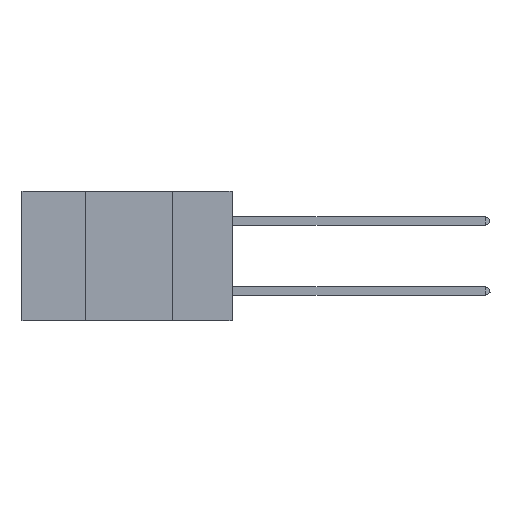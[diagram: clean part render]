
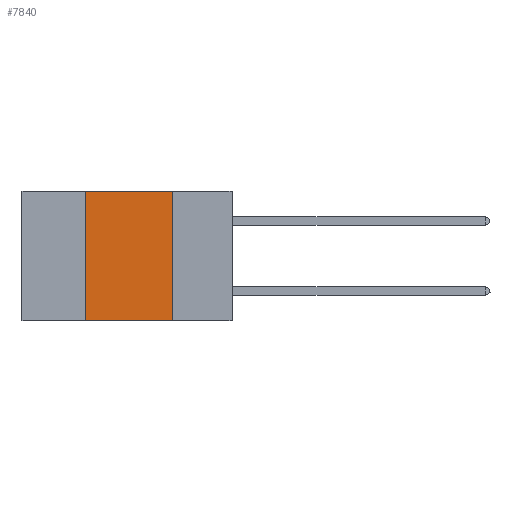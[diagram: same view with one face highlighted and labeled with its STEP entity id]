
A CAD part, left-side view. The second image highlights one B-rep face of the part: STEP entity #7840.
In plain terms, the highlighted planar face has unit normal (-1, 0, 0).
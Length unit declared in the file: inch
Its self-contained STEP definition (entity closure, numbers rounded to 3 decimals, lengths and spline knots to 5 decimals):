
#1148 = DIRECTION ( 'NONE',  ( 1., 0., 0. ) ) ;
#1219 = ORIENTED_EDGE ( 'NONE', *, *, #17852, .F. ) ;
#1288 = VECTOR ( 'NONE', #11690, 39.37008 ) ;
#1865 = DIRECTION ( 'NONE',  ( 0., -1., 0. ) ) ;
#2271 = LINE ( 'NONE', #20120, #7649 ) ;
#2687 = PLANE ( 'NONE',  #13484 ) ;
#2909 = DIRECTION ( 'NONE',  ( 0., 0., -1. ) ) ;
#2926 = LINE ( 'NONE', #8419, #17280 ) ;
#3288 = CARTESIAN_POINT ( 'NONE',  ( 0., 0.42, -0.37 ) ) ;
#4161 = CARTESIAN_POINT ( 'NONE',  ( 0., 0.42, 0. ) ) ;
#5578 = DIRECTION ( 'NONE',  ( 0., 0., 1. ) ) ;
#6310 = VERTEX_POINT ( 'NONE', #10465 ) ;
#6417 = LINE ( 'NONE', #16911, #1288 ) ;
#7649 = VECTOR ( 'NONE', #19698, 39.37008 ) ;
#7795 = EDGE_CURVE ( 'NONE', #19787, #6310, #2926, .T. ) ;
#7799 = VERTEX_POINT ( 'NONE', #3288 ) ;
#7840 = ADVANCED_FACE ( 'NONE', ( #9346 ), #2687, .F. ) ;
#8419 = CARTESIAN_POINT ( 'NONE',  ( 0., 0.6, 0. ) ) ;
#9210 = EDGE_LOOP ( 'NONE', ( #1219, #17991, #12924, #20886 ) ) ;
#9346 = FACE_OUTER_BOUND ( 'NONE', #9210, .T. ) ;
#10435 = CARTESIAN_POINT ( 'NONE',  ( 0., 0.17, -0.37 ) ) ;
#10465 = CARTESIAN_POINT ( 'NONE',  ( 0., 0.17, 0. ) ) ;
#11657 = EDGE_CURVE ( 'NONE', #7799, #19787, #12603, .T. ) ;
#11690 = DIRECTION ( 'NONE',  ( 0., -1., 0. ) ) ;
#12603 = LINE ( 'NONE', #4161, #14677 ) ;
#12924 = ORIENTED_EDGE ( 'NONE', *, *, #11657, .F. ) ;
#13484 = AXIS2_PLACEMENT_3D ( 'NONE', #21508, #1148, #2909 ) ;
#14677 = VECTOR ( 'NONE', #5578, 39.37008 ) ;
#16911 = CARTESIAN_POINT ( 'NONE',  ( 0., 0.6, -0.37 ) ) ;
#17280 = VECTOR ( 'NONE', #1865, 39.37008 ) ;
#17852 = EDGE_CURVE ( 'NONE', #6310, #18349, #2271, .T. ) ;
#17991 = ORIENTED_EDGE ( 'NONE', *, *, #7795, .F. ) ;
#18349 = VERTEX_POINT ( 'NONE', #10435 ) ;
#19698 = DIRECTION ( 'NONE',  ( 0., 0., -1. ) ) ;
#19787 = VERTEX_POINT ( 'NONE', #19855 ) ;
#19855 = CARTESIAN_POINT ( 'NONE',  ( 0., 0.42, 0. ) ) ;
#20120 = CARTESIAN_POINT ( 'NONE',  ( 0., 0.17, 0. ) ) ;
#20886 = ORIENTED_EDGE ( 'NONE', *, *, #21307, .T. ) ;
#21307 = EDGE_CURVE ( 'NONE', #7799, #18349, #6417, .T. ) ;
#21508 = CARTESIAN_POINT ( 'NONE',  ( 0., 0.6, 0. ) ) ;
